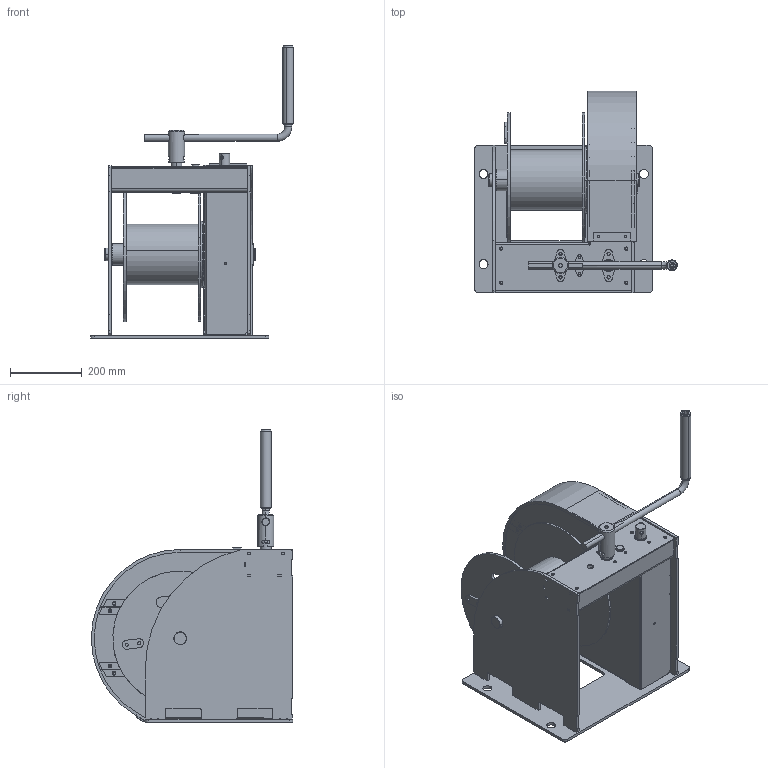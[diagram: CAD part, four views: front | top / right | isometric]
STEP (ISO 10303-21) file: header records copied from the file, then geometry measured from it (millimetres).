
FILE_DESCRIPTION (( 'STEP AP203' ), '1' );
FILE_NAME ('SL9310 WW3000 M.STEP', '2016-08-30T14:30:33', ( '.' ), ( '.' ), 'SwSTEP 2.0', 'SolidWorks 2016', '' );
FILE_SCHEMA (( 'CONFIG_CONTROL_DESIGN' ));
Length unit declared in the file: millimetre
Products named in the file (55): SL1256 lagerschijf AS4060; SL1579 trommelflens R_RVS; SL0370_Handvat; SL1321 Flenslager GFL-20; SL1587 Koppelas; SL1572 zijplaat R; SL1584 beschermkapsteun; SL1444 aandrijfas_RVS316; SL1576 Sam trommel; SL0371_Sam slinger; SL0206_Tandwiel m3z15; SL1553 sam wormas; SL1574 achterbrug; SL1581 tussenplaat; SL1445 tussenas_RVS 316; SL0823_glijlager_3520; SL1320 Flenslager GFL-30; SL1234_pal_WWgroot; SL1399 kabelklem_RVS 316; SL1275 Lagerrring AWX40_Met kraag; SL1582 Trommelplaat; SL1319 Flenslager GFL-25; SL1233_palwiel_WW; SL0227_Wormwiel; SL0158_Remschijf; SL9310 WW3000 M; SL1235_Palas_Met kraag; SL1547 plaat; SL0569_Tandwiel m3z20; SL1258 Lagerbus; SL0196_Lagerring GL3520_RVS; SL1339 borgplaat_RVS; SL1548 bevestigingsplaat; SL1583 beschermkap; SL1316 tandwiel M3Z34_DIN - Spur gear 3M 34T 20PA 28FW ---S34A75H50L30.0R1; SL1230 Sam palwiel; SL0225_Trommelflens_RVS; SL1580 trommelas; SL1585 afdichtplaat; SL1544 klemplaat ...
Assembly tree (61 placements, depth 3):
  SL9310 WW3000 M
    SL1570 Sam huis
      SL1571 achterplaat
      SL1573 zijplaat L
      SL1572 zijplaat R
      SL1574 achterbrug
      SL1275 Lagerrring AWX40_Met kraag
      SL1235_Palas_Met kraag
      SL1548 bevestigingsplaat  x2
      SL1585 afdichtplaat
    SL1575 voorbrug
    SL1321 Flenslager GFL-20  x2
    SL0206_Tandwiel m3z15
    SL1234_pal_WWgroot
    SL0158_Remschijf
    SL1339 borgplaat_RVS
    SL1580 trommelas
    SL0368_Slingerkop
    SL0371_Sam slinger
      SL0369_Slingerarm
      SL0370_Handvat
    SL1320 Flenslager GFL-30  x2
    SL1576 Sam trommel
      SL0227_Wormwiel
      SL0196_Lagerring GL3520_RVS
      SL0225_Trommelflens_RVS
      SL1577 Trommelbuis_RVS
      SL0192_Meenemer_RVS 316  x3
      SL1579 trommelflens R_RVS
    SL0823_glijlager_3520
    SL1230 Sam palwiel
      SL1233_palwiel_WW
      SL1258 Lagerbus
    SL1276 Lager RS40_27-38-20
    SL1257 naaldlager AWX40
    SL1256 lagerschijf AS4060
    SL1444 aandrijfas_RVS316
    SL1445 tussenas_RVS 316
    SL1319 Flenslager GFL-25
    SL0569_Tandwiel m3z20
    SL1316 tandwiel M3Z34_DIN - Spur gear 3M 34T 20PA 28FW ---S34A75H50L30.0R1
    SL1376 Taatslager GFM 3935-36
    SL1545 opvulring
    SL1578 V-ring
    SL1584 beschermkapsteun
    SL1581 tussenplaat
    SL1582 Trommelplaat
    SL1547 plaat  x2
    SL1583 beschermkap
    SL1544 klemplaat  x2
    SL1553 sam wormas
      SL1586 wormas
      SL1588 starre koppeling
      SL1587 Koppelas
    SL1399 kabelklem_RVS 316
Bounding box: 564.68 x 560.5 x 813 mm (x, y, z)
Volume: 14074140.9 mm3; surface area: 3977296.9 mm2
Topology: 56 solids, 56 shells, 2195 faces, 5891 edges, 3850 vertices
Faces by surface type: cylinder 1104, plane 699, cone 329, bspline 38, torus 25
Entity records: 91820 total; most frequent: CARTESIAN_POINT 32652, DIRECTION 11424, ORIENTED_EDGE 11110, EDGE_CURVE 5555, AXIS2_PLACEMENT_3D 4447, VERTEX_POINT 3630, LINE 2530, VECTOR 2530
